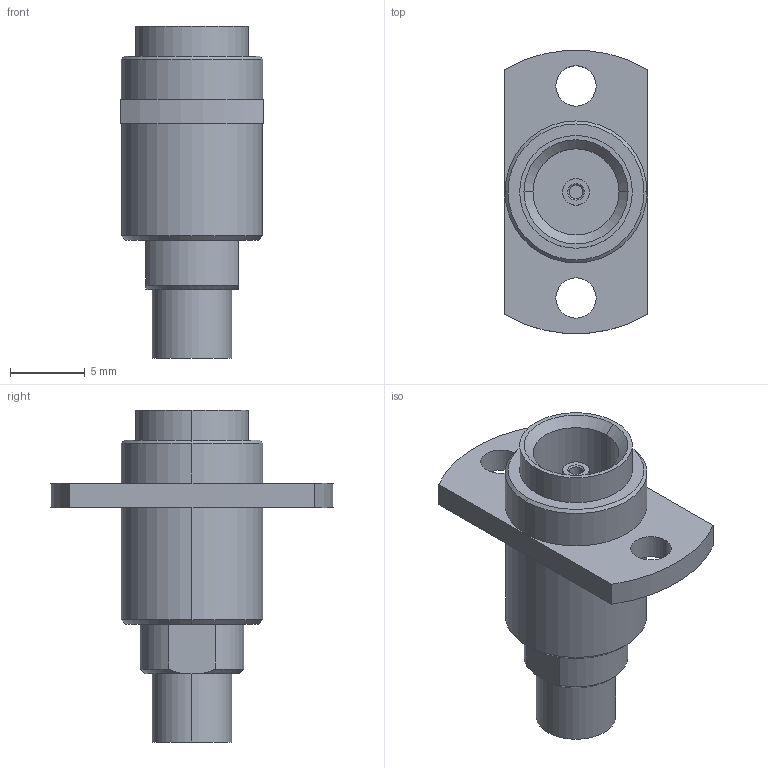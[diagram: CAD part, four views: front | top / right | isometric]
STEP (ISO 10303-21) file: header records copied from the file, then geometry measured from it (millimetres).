
FILE_DESCRIPTION (( 'STEP AP214' ), '1' );
FILE_NAME ('35533~0.STEP', '2018-03-27T07:05:53', ( '' ), ( '' ), 'SwSTEP 2.0', 'SolidWorks 2016', '' );
FILE_SCHEMA (( 'AUTOMOTIVE_DESIGN' ));
Length unit declared in the file: millimetre
Products named in the file (1): 35533~0
Bounding box: 9.6 x 18.95 x 22.23 mm (x, y, z)
Volume: 1162.6 mm3; surface area: 1098.9 mm2
Topology: 1 solids, 1 shells, 54 faces, 116 edges, 74 vertices
Faces by surface type: cylinder 26, plane 16, cone 12
Entity records: 1673 total; most frequent: DIRECTION 286, CARTESIAN_POINT 257, ORIENTED_EDGE 232, AXIS2_PLACEMENT_3D 119, EDGE_CURVE 116, VERTEX_POINT 74, EDGE_LOOP 68, CIRCLE 64
